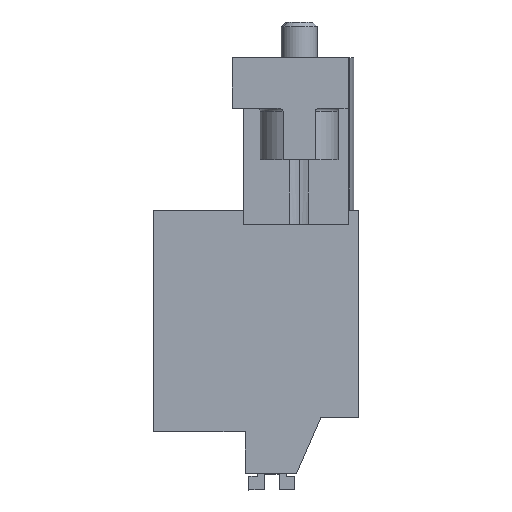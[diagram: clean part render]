
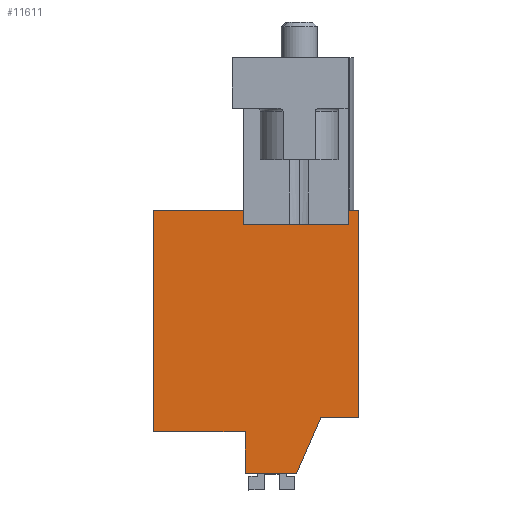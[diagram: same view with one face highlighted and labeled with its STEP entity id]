
A CAD part, left-side view. The second image highlights one B-rep face of the part: STEP entity #11611.
In plain terms, the highlighted planar face has unit normal (-1, 0, 0).
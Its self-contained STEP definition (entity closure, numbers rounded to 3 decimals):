
#11578=AXIS2_PLACEMENT_3D('Plane Axis2P3D',#11575,#11576,#11577) ;
#129=CARTESIAN_POINT('Vertex',(5.,7.85,4.043)) ;
#267=CARTESIAN_POINT('Vertex',(5.,7.85,1.143)) ;
#270=CARTESIAN_POINT('Line Origine',(5.,7.85,2.593)) ;
#387=CARTESIAN_POINT('Vertex',(5.,0.,5.043)) ;
#390=CARTESIAN_POINT('Line Origine',(5.,1.3,5.043)) ;
#394=CARTESIAN_POINT('Vertex',(5.,2.6,5.043)) ;
#868=CARTESIAN_POINT('Vertex',(5.,14.2,4.043)) ;
#876=CARTESIAN_POINT('Line Origine',(5.,11.025,4.043)) ;
#1487=CARTESIAN_POINT('Vertex',(5.,0.,19.383)) ;
#1490=CARTESIAN_POINT('Line Origine',(5.,0.,12.213)) ;
#2032=CARTESIAN_POINT('Vertex',(5.,14.2,19.383)) ;
#2035=CARTESIAN_POINT('Line Origine',(5.,14.2,11.713)) ;
#4270=CARTESIAN_POINT('Vertex',(5.,0.723,19.383)) ;
#4273=CARTESIAN_POINT('Line Origine',(5.,0.361,19.383)) ;
#4309=CARTESIAN_POINT('Vertex',(5.,7.968,19.383)) ;
#4312=CARTESIAN_POINT('Line Origine',(5.,11.084,19.383)) ;
#4360=CARTESIAN_POINT('Line Origine',(5.,7.968,18.883)) ;
#4364=CARTESIAN_POINT('Vertex',(5.,7.968,18.383)) ;
#11549=CARTESIAN_POINT('Line Origine',(5.,3.45,3.093)) ;
#11553=CARTESIAN_POINT('Vertex',(5.,4.3,1.143)) ;
#11575=CARTESIAN_POINT('Axis2P3D Location',(5.,6.8,19.383)) ;
#11580=CARTESIAN_POINT('Line Origine',(5.,6.075,1.143)) ;
#11585=CARTESIAN_POINT('Line Origine',(5.,0.723,18.883)) ;
#11589=CARTESIAN_POINT('Vertex',(5.,0.723,18.383)) ;
#11592=CARTESIAN_POINT('Line Origine',(5.,4.345,18.383)) ;
#271=DIRECTION('Vector Direction',(0.,0.,-1.)) ;
#391=DIRECTION('Vector Direction',(0.,-1.,0.)) ;
#877=DIRECTION('Vector Direction',(0.,-1.,0.)) ;
#1491=DIRECTION('Vector Direction',(0.,0.,1.)) ;
#2036=DIRECTION('Vector Direction',(0.,0.,-1.)) ;
#4274=DIRECTION('Vector Direction',(0.,1.,0.)) ;
#4313=DIRECTION('Vector Direction',(0.,1.,0.)) ;
#4361=DIRECTION('Vector Direction',(0.,0.,-1.)) ;
#11550=DIRECTION('Vector Direction',(0.,-0.4,0.917)) ;
#11576=DIRECTION('Axis2P3D Direction',(-1.,0.,0.)) ;
#11577=DIRECTION('Axis2P3D XDirection',(0.,1.,0.)) ;
#11581=DIRECTION('Vector Direction',(0.,-1.,0.)) ;
#11586=DIRECTION('Vector Direction',(0.,0.,-1.)) ;
#11593=DIRECTION('Vector Direction',(0.,-1.,0.)) ;
#272=VECTOR('Line Direction',#271,1.) ;
#392=VECTOR('Line Direction',#391,1.) ;
#878=VECTOR('Line Direction',#877,1.) ;
#1492=VECTOR('Line Direction',#1491,1.) ;
#2037=VECTOR('Line Direction',#2036,1.) ;
#4275=VECTOR('Line Direction',#4274,1.) ;
#4314=VECTOR('Line Direction',#4313,1.) ;
#4362=VECTOR('Line Direction',#4361,1.) ;
#11551=VECTOR('Line Direction',#11550,1.) ;
#11582=VECTOR('Line Direction',#11581,1.) ;
#11587=VECTOR('Line Direction',#11586,1.) ;
#11594=VECTOR('Line Direction',#11593,1.) ;
#11598=ORIENTED_EDGE('',*,*,#4316,.T.) ;
#11599=ORIENTED_EDGE('',*,*,#2039,.T.) ;
#11600=ORIENTED_EDGE('',*,*,#880,.T.) ;
#11601=ORIENTED_EDGE('',*,*,#274,.T.) ;
#11602=ORIENTED_EDGE('',*,*,#11584,.T.) ;
#11603=ORIENTED_EDGE('',*,*,#11555,.T.) ;
#11604=ORIENTED_EDGE('',*,*,#396,.T.) ;
#11605=ORIENTED_EDGE('',*,*,#1494,.T.) ;
#11606=ORIENTED_EDGE('',*,*,#4277,.T.) ;
#11607=ORIENTED_EDGE('',*,*,#11591,.T.) ;
#11608=ORIENTED_EDGE('',*,*,#11596,.F.) ;
#11609=ORIENTED_EDGE('',*,*,#4366,.T.) ;
#11611=ADVANCED_FACE('HOUSING',(#11610),#11579,.T.) ;
#274=EDGE_CURVE('',#130,#268,#273,.T.) ;
#396=EDGE_CURVE('',#395,#388,#393,.T.) ;
#880=EDGE_CURVE('',#869,#130,#879,.T.) ;
#1494=EDGE_CURVE('',#388,#1488,#1493,.T.) ;
#2039=EDGE_CURVE('',#2033,#869,#2038,.T.) ;
#4277=EDGE_CURVE('',#1488,#4271,#4276,.T.) ;
#4316=EDGE_CURVE('',#4310,#2033,#4315,.T.) ;
#4366=EDGE_CURVE('',#4365,#4310,#4363,.F.) ;
#11555=EDGE_CURVE('',#11554,#395,#11552,.T.) ;
#11584=EDGE_CURVE('',#268,#11554,#11583,.T.) ;
#11591=EDGE_CURVE('',#4271,#11590,#11588,.T.) ;
#11596=EDGE_CURVE('',#4365,#11590,#11595,.T.) ;
#11597=EDGE_LOOP('',(#11598,#11599,#11600,#11601,#11602,#11603,#11604,#11605,#11606,#11607,#11608,#11609)) ;
#11610=FACE_OUTER_BOUND('',#11597,.T.) ;
#273=LINE('Line',#270,#272) ;
#393=LINE('Line',#390,#392) ;
#879=LINE('Line',#876,#878) ;
#1493=LINE('Line',#1490,#1492) ;
#2038=LINE('Line',#2035,#2037) ;
#4276=LINE('Line',#4273,#4275) ;
#4315=LINE('Line',#4312,#4314) ;
#4363=LINE('Line',#4360,#4362) ;
#11552=LINE('Line',#11549,#11551) ;
#11583=LINE('Line',#11580,#11582) ;
#11588=LINE('Line',#11585,#11587) ;
#11595=LINE('Line',#11592,#11594) ;
#11579=PLANE('',#11578) ;
#130=VERTEX_POINT('',#129) ;
#268=VERTEX_POINT('',#267) ;
#388=VERTEX_POINT('',#387) ;
#395=VERTEX_POINT('',#394) ;
#869=VERTEX_POINT('',#868) ;
#1488=VERTEX_POINT('',#1487) ;
#2033=VERTEX_POINT('',#2032) ;
#4271=VERTEX_POINT('',#4270) ;
#4310=VERTEX_POINT('',#4309) ;
#4365=VERTEX_POINT('',#4364) ;
#11554=VERTEX_POINT('',#11553) ;
#11590=VERTEX_POINT('',#11589) ;
